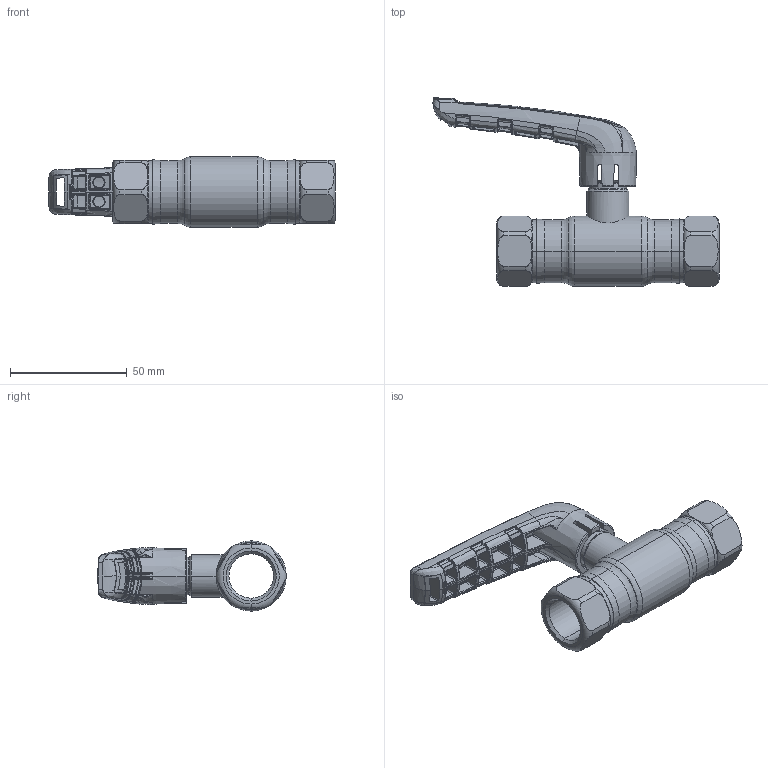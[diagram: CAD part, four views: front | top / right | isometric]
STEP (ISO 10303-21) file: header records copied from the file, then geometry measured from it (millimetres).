
FILE_DESCRIPTION (( 'STEP AP214' ), '1' );
FILE_NAME ('2015002000-xxxx.step', '2019-05-10T06:50:14', ( '' ), ( '' ), 'SwSTEP 2.0', 'SolidWorks 2017', '' );
FILE_SCHEMA (( 'AUTOMOTIVE_DESIGN' ));
Length unit declared in the file: millimetre
Products named in the file (1): 2015002000-xxxx
Bounding box: 122.28 x 80.58 x 30 mm (x, y, z)
Surface area: 21978.5 mm2 (no closed solid volume)
Topology: 0 solids, 7 shells, 882 faces, 2516 edges, 1555 vertices
Faces by surface type: bspline 697, plane 65, cylinder 48, torus 45, cone 25, sphere 2
Entity records: 62096 total; most frequent: CARTESIAN_POINT 35664, ORIENTED_EDGE 4447, EDGE_CURVE 2482, DIRECTION 1735, B_SPLINE_CURVE_WITH_KNOTS 1704, VERTEX_POINT 1551, EDGE_LOOP 905, UNCERTAINTY_MEASURE_WITH_UNIT 884
